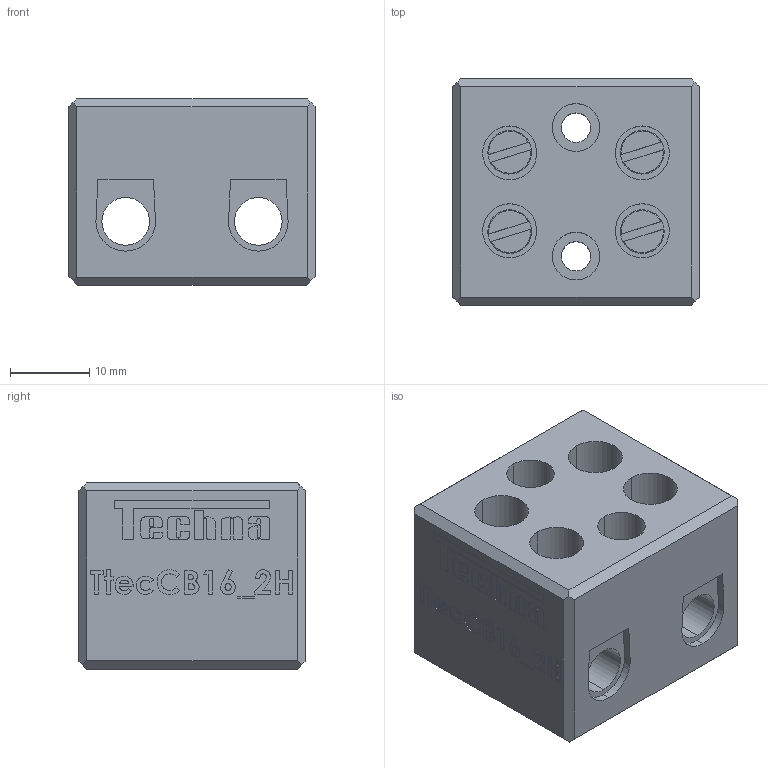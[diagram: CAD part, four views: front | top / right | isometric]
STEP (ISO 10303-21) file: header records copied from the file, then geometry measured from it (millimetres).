
FILE_DESCRIPTION (( 'STEP AP214' ), '1' );
FILE_NAME ('TtecCB16_2H.STEP', '2020-07-23T13:28:48', ( '' ), ( '' ), 'SwSTEP 2.0', 'SolidWorks 2020', '' );
FILE_SCHEMA (( 'AUTOMOTIVE_DESIGN' ));
Length unit declared in the file: millimetre
Products named in the file (1): TtecCB16_2H
Bounding box: 31 x 28.5 x 23.5 mm (x, y, z)
Volume: 17320.3 mm3; surface area: 6679.5 mm2
Topology: 1 solids, 1 shells, 629 faces, 1701 edges, 1134 vertices
Faces by surface type: plane 366, cylinder 159, bspline 96, torus 8
Entity records: 31503 total; most frequent: CARTESIAN_POINT 9829, ORIENTED_EDGE 3402, DIRECTION 2903, EDGE_CURVE 1701, LINE 1151, VECTOR 1151, VERTEX_POINT 1134, AXIS2_PLACEMENT_3D 876
